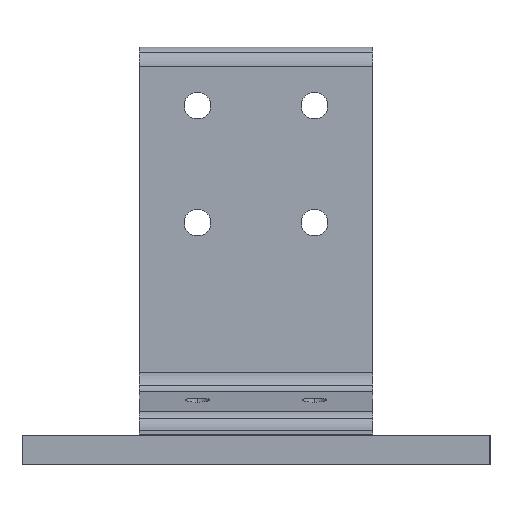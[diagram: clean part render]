
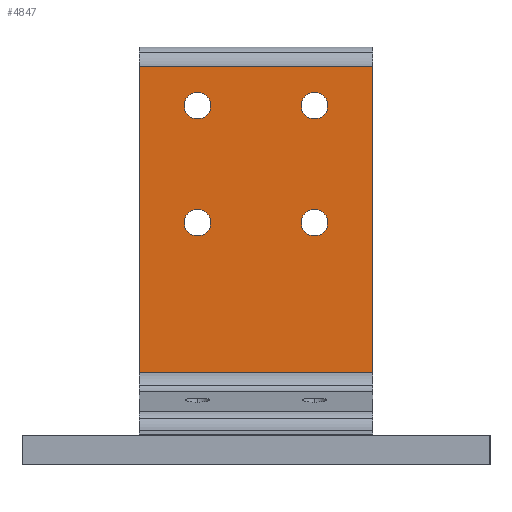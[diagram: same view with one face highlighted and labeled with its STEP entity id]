
A CAD part, left-side view. The second image highlights one B-rep face of the part: STEP entity #4847.
In plain terms, the highlighted planar face has unit normal (-1, 0, 0).
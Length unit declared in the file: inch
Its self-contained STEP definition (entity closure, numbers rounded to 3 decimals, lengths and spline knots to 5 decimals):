
#4080=CARTESIAN_POINT('',(-0.25,0.0,1.20108));
#4081=VERTEX_POINT('',#4080);
#4089=CARTESIAN_POINT('',(-0.25,3.,1.20108));
#4090=VERTEX_POINT('',#4089);
#4091=CARTESIAN_POINT('',(-0.25,0.0,1.20108));
#4092=DIRECTION('',(0.0,1.0,0.0));
#4093=VECTOR('',#4092,3.);
#4094=LINE('',#4091,#4093);
#4095=EDGE_CURVE('',#4081,#4090,#4094,.T.);
#4112=CARTESIAN_POINT('',(-0.25,0.921,4.625));
#4113=VERTEX_POINT('',#4112);
#4122=CARTESIAN_POINT('',(-0.25,0.579,4.625));
#4123=VERTEX_POINT('',#4122);
#4124=CARTESIAN_POINT('',(-0.25,0.75,4.625));
#4125=DIRECTION('',(1.0,0.0,0.0));
#4126=DIRECTION('',(0.0,1.0,0.0));
#4127=AXIS2_PLACEMENT_3D('',#4124,#4125,#4126);
#4128=CIRCLE('',#4127,0.171);
#4129=EDGE_CURVE('',#4123,#4113,#4128,.T.);
#4154=CARTESIAN_POINT('',(-0.25,2.421,4.625));
#4155=VERTEX_POINT('',#4154);
#4164=CARTESIAN_POINT('',(-0.25,2.079,4.625));
#4165=VERTEX_POINT('',#4164);
#4166=CARTESIAN_POINT('',(-0.25,2.25,4.625));
#4167=DIRECTION('',(1.0,0.0,0.0));
#4168=DIRECTION('',(0.0,1.0,0.0));
#4169=AXIS2_PLACEMENT_3D('',#4166,#4167,#4168);
#4170=CIRCLE('',#4169,0.171);
#4171=EDGE_CURVE('',#4165,#4155,#4170,.T.);
#4196=CARTESIAN_POINT('',(-0.25,2.421,3.125));
#4197=VERTEX_POINT('',#4196);
#4206=CARTESIAN_POINT('',(-0.25,2.079,3.125));
#4207=VERTEX_POINT('',#4206);
#4208=CARTESIAN_POINT('',(-0.25,2.25,3.125));
#4209=DIRECTION('',(1.0,0.0,0.0));
#4210=DIRECTION('',(0.0,1.0,0.0));
#4211=AXIS2_PLACEMENT_3D('',#4208,#4209,#4210);
#4212=CIRCLE('',#4211,0.171);
#4213=EDGE_CURVE('',#4207,#4197,#4212,.T.);
#4238=CARTESIAN_POINT('',(-0.25,0.921,3.125));
#4239=VERTEX_POINT('',#4238);
#4248=CARTESIAN_POINT('',(-0.25,0.579,3.125));
#4249=VERTEX_POINT('',#4248);
#4250=CARTESIAN_POINT('',(-0.25,0.75,3.125));
#4251=DIRECTION('',(1.0,0.0,0.0));
#4252=DIRECTION('',(0.0,1.0,0.0));
#4253=AXIS2_PLACEMENT_3D('',#4250,#4251,#4252);
#4254=CIRCLE('',#4253,0.171);
#4255=EDGE_CURVE('',#4249,#4239,#4254,.T.);
#4489=CARTESIAN_POINT('',(-0.25,0.75,3.125));
#4490=DIRECTION('',(1.0,0.0,0.0));
#4491=DIRECTION('',(0.0,1.0,0.0));
#4492=AXIS2_PLACEMENT_3D('',#4489,#4490,#4491);
#4493=CIRCLE('',#4492,0.171);
#4494=EDGE_CURVE('',#4239,#4249,#4493,.T.);
#4513=CARTESIAN_POINT('',(-0.25,2.25,3.125));
#4514=DIRECTION('',(1.0,0.0,0.0));
#4515=DIRECTION('',(0.0,1.0,0.0));
#4516=AXIS2_PLACEMENT_3D('',#4513,#4514,#4515);
#4517=CIRCLE('',#4516,0.171);
#4518=EDGE_CURVE('',#4197,#4207,#4517,.T.);
#4537=CARTESIAN_POINT('',(-0.25,2.25,4.625));
#4538=DIRECTION('',(1.0,0.0,0.0));
#4539=DIRECTION('',(0.0,1.0,0.0));
#4540=AXIS2_PLACEMENT_3D('',#4537,#4538,#4539);
#4541=CIRCLE('',#4540,0.171);
#4542=EDGE_CURVE('',#4155,#4165,#4541,.T.);
#4561=CARTESIAN_POINT('',(-0.25,0.75,4.625));
#4562=DIRECTION('',(1.0,0.0,0.0));
#4563=DIRECTION('',(0.0,1.0,0.0));
#4564=AXIS2_PLACEMENT_3D('',#4561,#4562,#4563);
#4565=CIRCLE('',#4564,0.171);
#4566=EDGE_CURVE('',#4113,#4123,#4565,.T.);
#4783=CARTESIAN_POINT('',(-0.25,3.,5.125));
#4784=VERTEX_POINT('',#4783);
#4792=CARTESIAN_POINT('',(-0.25,0.0,5.125));
#4793=VERTEX_POINT('',#4792);
#4794=CARTESIAN_POINT('',(-0.25,0.0,5.125));
#4795=DIRECTION('',(0.0,1.0,0.0));
#4796=VECTOR('',#4795,3.);
#4797=LINE('',#4794,#4796);
#4798=EDGE_CURVE('',#4793,#4784,#4797,.T.);
#4810=CARTESIAN_POINT('',(-0.25,-0.15,1.00488));
#4811=DIRECTION('',(-1.0,0.0,0.0));
#4812=DIRECTION('',(0.0,0.0,1.0));
#4813=AXIS2_PLACEMENT_3D('',#4810,#4811,#4812);
#4814=PLANE('',#4813);
#4815=CARTESIAN_POINT('',(-0.25,3.,5.125));
#4816=DIRECTION('',(0.0,0.0,-1.0));
#4817=VECTOR('',#4816,3.92392);
#4818=LINE('',#4815,#4817);
#4819=EDGE_CURVE('',#4784,#4090,#4818,.T.);
#4820=ORIENTED_EDGE('',*,*,#4819,.T.);
#4821=ORIENTED_EDGE('',*,*,#4095,.F.);
#4822=CARTESIAN_POINT('',(-0.25,0.0,1.20108));
#4823=DIRECTION('',(0.0,0.0,1.0));
#4824=VECTOR('',#4823,3.92392);
#4825=LINE('',#4822,#4824);
#4826=EDGE_CURVE('',#4081,#4793,#4825,.T.);
#4827=ORIENTED_EDGE('',*,*,#4826,.T.);
#4828=ORIENTED_EDGE('',*,*,#4798,.T.);
#4829=EDGE_LOOP('',(#4820,#4821,#4827,#4828));
#4830=FACE_OUTER_BOUND('',#4829,.T.);
#4831=ORIENTED_EDGE('',*,*,#4494,.T.);
#4832=ORIENTED_EDGE('',*,*,#4255,.T.);
#4833=EDGE_LOOP('',(#4831,#4832));
#4834=FACE_BOUND('',#4833,.T.);
#4835=ORIENTED_EDGE('',*,*,#4518,.T.);
#4836=ORIENTED_EDGE('',*,*,#4213,.T.);
#4837=EDGE_LOOP('',(#4835,#4836));
#4838=FACE_BOUND('',#4837,.T.);
#4839=ORIENTED_EDGE('',*,*,#4542,.T.);
#4840=ORIENTED_EDGE('',*,*,#4171,.T.);
#4841=EDGE_LOOP('',(#4839,#4840));
#4842=FACE_BOUND('',#4841,.T.);
#4843=ORIENTED_EDGE('',*,*,#4566,.T.);
#4844=ORIENTED_EDGE('',*,*,#4129,.T.);
#4845=EDGE_LOOP('',(#4843,#4844));
#4846=FACE_BOUND('',#4845,.T.);
#4847=ADVANCED_FACE('',(#4830,#4834,#4838,#4842,#4846),#4814,.T.);
